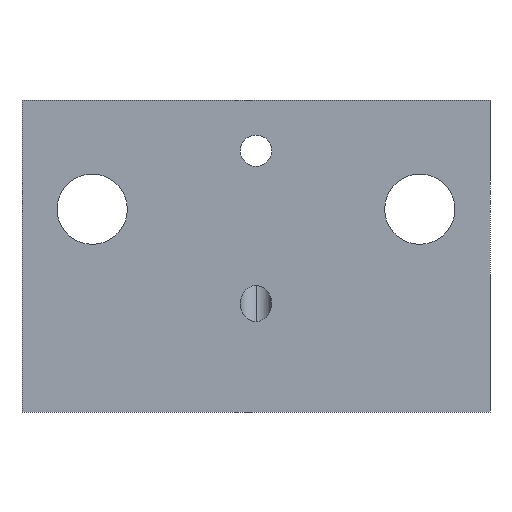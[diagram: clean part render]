
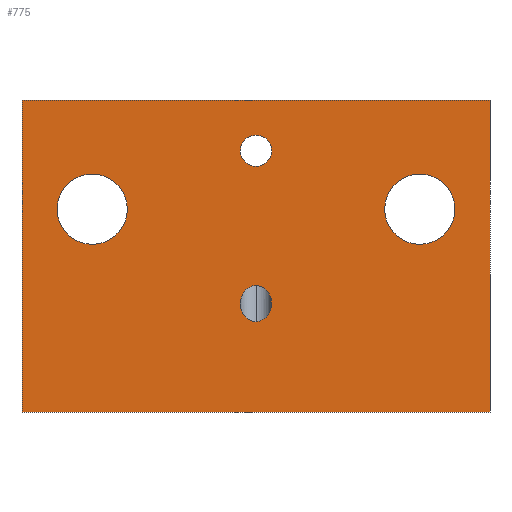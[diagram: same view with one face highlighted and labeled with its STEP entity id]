
A CAD part, front view. The second image highlights one B-rep face of the part: STEP entity #775.
In plain terms, the highlighted planar face has unit normal (0, -1, 0).
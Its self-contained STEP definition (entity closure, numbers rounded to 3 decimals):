
#21 = DIRECTION ( 'NONE',  ( 0., 1., 0. ) ) ;
#33 = AXIS2_PLACEMENT_3D ( 'NONE', #1209, #507, #1107 ) ;
#44 = PLANE ( 'NONE',  #271 ) ;
#45 = LINE ( 'NONE', #1273, #803 ) ;
#54 = ORIENTED_EDGE ( 'NONE', *, *, #766, .T. ) ;
#69 = VERTEX_POINT ( 'NONE', #1171 ) ;
#80 = CARTESIAN_POINT ( 'NONE',  ( 17., 0., 8.107 ) ) ;
#83 = CARTESIAN_POINT ( 'NONE',  ( 25.5, 0., 13. ) ) ;
#88 = AXIS2_PLACEMENT_3D ( 'NONE', #789, #653, #357 ) ;
#96 = EDGE_CURVE ( 'NONE', #272, #581, #709, .T. ) ;
#103 = CARTESIAN_POINT ( 'NONE',  ( 15., 0., 8.107 ) ) ;
#106 = EDGE_CURVE ( 'NONE', #601, #69, #547, .T. ) ;
#134 = ORIENTED_EDGE ( 'NONE', *, *, #369, .T. ) ;
#147 = CIRCLE ( 'NONE', #88, 2.25 ) ;
#154 = LINE ( 'NONE', #544, #949 ) ;
#178 = DIRECTION ( 'NONE',  ( 0., 0., 1. ) ) ;
#181 = VECTOR ( 'NONE', #797, 1000. ) ;
#184 = VERTEX_POINT ( 'NONE', #640 ) ;
#194 = ORIENTED_EDGE ( 'NONE', *, *, #729, .T. ) ;
#195 = CARTESIAN_POINT ( 'NONE',  ( 13., 0., 8.107 ) ) ;
#202 = FACE_BOUND ( 'NONE', #381, .T. ) ;
#207 = DIRECTION ( 'NONE',  ( 1., 0., 0. ) ) ;
#212 = VERTEX_POINT ( 'NONE', #1236 ) ;
#261 = DIRECTION ( 'NONE',  ( 0., 1., 0. ) ) ;
#262 = FACE_BOUND ( 'NONE', #964, .T. ) ;
#270 = DIRECTION ( 'NONE',  ( 0., 1., 0. ) ) ;
#271 = AXIS2_PLACEMENT_3D ( 'NONE', #1240, #261, #428 ) ;
#272 = VERTEX_POINT ( 'NONE', #718 ) ;
#319 = CARTESIAN_POINT ( 'NONE',  ( 25.5, 0., 10.75 ) ) ;
#333 = VERTEX_POINT ( 'NONE', #811 ) ;
#344 = EDGE_CURVE ( 'NONE', #1047, #184, #632, .T. ) ;
#357 = DIRECTION ( 'NONE',  ( 0., 0., 1. ) ) ;
#363 = LINE ( 'NONE', #552, #677 ) ;
#369 = EDGE_CURVE ( 'NONE', #184, #1047, #407, .T. ) ;
#370 = EDGE_LOOP ( 'NONE', ( #1108, #194 ) ) ;
#373 =( BOUNDED_CURVE ( )  B_SPLINE_CURVE ( 3, ( #489, #571, #195, #103 ),
 .UNSPECIFIED., .F., .F. ) 
 B_SPLINE_CURVE_WITH_KNOTS ( ( 4, 4 ),
 ( 3.142, 6.283 ),
 .UNSPECIFIED. ) 
 CURVE ( )  GEOMETRIC_REPRESENTATION_ITEM ( )  RATIONAL_B_SPLINE_CURVE ( ( 1., 0.333, 0.333, 1. ) ) 
 REPRESENTATION_ITEM ( '' )  );
#374 = ORIENTED_EDGE ( 'NONE', *, *, #1033, .T. ) ;
#381 = EDGE_LOOP ( 'NONE', ( #621, #54 ) ) ;
#397 = ORIENTED_EDGE ( 'NONE', *, *, #504, .T. ) ;
#407 = CIRCLE ( 'NONE', #1076, 1. ) ;
#413 = VERTEX_POINT ( 'NONE', #1206 ) ;
#414 = EDGE_CURVE ( 'NONE', #413, #212, #994, .T. ) ;
#428 = DIRECTION ( 'NONE',  ( 0., 0., 1. ) ) ;
#442 = ORIENTED_EDGE ( 'NONE', *, *, #567, .F. ) ;
#451 = EDGE_CURVE ( 'NONE', #413, #991, #363, .T. ) ;
#455 = ORIENTED_EDGE ( 'NONE', *, *, #414, .T. ) ;
#476 = DIRECTION ( 'NONE',  ( 1., 0., 0. ) ) ;
#489 = CARTESIAN_POINT ( 'NONE',  ( 15., 0., 5.797 ) ) ;
#503 = FACE_BOUND ( 'NONE', #1256, .T. ) ;
#504 = EDGE_CURVE ( 'NONE', #212, #333, #45, .T. ) ;
#507 = DIRECTION ( 'NONE',  ( 0., 1., 0. ) ) ;
#513 = ORIENTED_EDGE ( 'NONE', *, *, #96, .T. ) ;
#538 = CIRCLE ( 'NONE', #1018, 2.25 ) ;
#544 = CARTESIAN_POINT ( 'NONE',  ( 30., 0., 20. ) ) ;
#547 =( BOUNDED_CURVE ( )  B_SPLINE_CURVE ( 3, ( #758, #80, #659, #1261 ),
 .UNSPECIFIED., .F., .F. ) 
 B_SPLINE_CURVE_WITH_KNOTS ( ( 4, 4 ),
 ( 0., 3.142 ),
 .UNSPECIFIED. ) 
 CURVE ( )  GEOMETRIC_REPRESENTATION_ITEM ( )  RATIONAL_B_SPLINE_CURVE ( ( 1., 0.333, 0.333, 1. ) ) 
 REPRESENTATION_ITEM ( '' )  );
#552 = CARTESIAN_POINT ( 'NONE',  ( 0., 0., 20. ) ) ;
#567 = EDGE_CURVE ( 'NONE', #991, #333, #154, .T. ) ;
#571 = CARTESIAN_POINT ( 'NONE',  ( 13., 0., 5.797 ) ) ;
#574 = DIRECTION ( 'NONE',  ( 0., 0., 1. ) ) ;
#581 = VERTEX_POINT ( 'NONE', #319 ) ;
#601 = VERTEX_POINT ( 'NONE', #847 ) ;
#606 = DIRECTION ( 'NONE',  ( 0., 0., 1. ) ) ;
#621 = ORIENTED_EDGE ( 'NONE', *, *, #106, .T. ) ;
#632 = CIRCLE ( 'NONE', #33, 1. ) ;
#640 = CARTESIAN_POINT ( 'NONE',  ( 15., 0., 17.75 ) ) ;
#653 = DIRECTION ( 'NONE',  ( 0., 1., 0. ) ) ;
#659 = CARTESIAN_POINT ( 'NONE',  ( 17., 0., 5.797 ) ) ;
#677 = VECTOR ( 'NONE', #476, 1000. ) ;
#702 = CARTESIAN_POINT ( 'NONE',  ( 15., 0., 16.75 ) ) ;
#709 = CIRCLE ( 'NONE', #1094, 2.25 ) ;
#718 = CARTESIAN_POINT ( 'NONE',  ( 25.5, 0., 15.25 ) ) ;
#725 = FACE_OUTER_BOUND ( 'NONE', #915, .T. ) ;
#729 = EDGE_CURVE ( 'NONE', #1239, #876, #147, .T. ) ;
#733 = DIRECTION ( 'NONE',  ( 0., 0., -1. ) ) ;
#758 = CARTESIAN_POINT ( 'NONE',  ( 15., 0., 8.107 ) ) ;
#766 = EDGE_CURVE ( 'NONE', #69, #601, #373, .T. ) ;
#775 = ADVANCED_FACE ( 'NONE', ( #202, #503, #1268, #262, #725 ), #44, .F. ) ;
#785 = CARTESIAN_POINT ( 'NONE',  ( 4.5, 0., 15.25 ) ) ;
#789 = CARTESIAN_POINT ( 'NONE',  ( 4.5, 0., 13. ) ) ;
#796 = ORIENTED_EDGE ( 'NONE', *, *, #451, .F. ) ;
#797 = DIRECTION ( 'NONE',  ( 0., 0., -1. ) ) ;
#803 = VECTOR ( 'NONE', #207, 1000. ) ;
#811 = CARTESIAN_POINT ( 'NONE',  ( 30., 0., 0. ) ) ;
#847 = CARTESIAN_POINT ( 'NONE',  ( 15., 0., 8.107 ) ) ;
#876 = VERTEX_POINT ( 'NONE', #785 ) ;
#886 = CARTESIAN_POINT ( 'NONE',  ( 30., 0., 20. ) ) ;
#895 = CARTESIAN_POINT ( 'NONE',  ( 0., 0., 20. ) ) ;
#908 = DIRECTION ( 'NONE',  ( 0., 0., 1. ) ) ;
#914 = ORIENTED_EDGE ( 'NONE', *, *, #344, .T. ) ;
#915 = EDGE_LOOP ( 'NONE', ( #397, #442, #796, #455 ) ) ;
#932 = CIRCLE ( 'NONE', #1043, 2.25 ) ;
#949 = VECTOR ( 'NONE', #733, 1000. ) ;
#962 = CARTESIAN_POINT ( 'NONE',  ( 25.5, 0., 13. ) ) ;
#964 = EDGE_LOOP ( 'NONE', ( #513, #374 ) ) ;
#991 = VERTEX_POINT ( 'NONE', #886 ) ;
#994 = LINE ( 'NONE', #895, #181 ) ;
#1007 = CARTESIAN_POINT ( 'NONE',  ( 15., 0., 15.75 ) ) ;
#1018 = AXIS2_PLACEMENT_3D ( 'NONE', #1134, #1232, #908 ) ;
#1033 = EDGE_CURVE ( 'NONE', #581, #272, #932, .T. ) ;
#1043 = AXIS2_PLACEMENT_3D ( 'NONE', #83, #1060, #574 ) ;
#1047 = VERTEX_POINT ( 'NONE', #1007 ) ;
#1059 = CARTESIAN_POINT ( 'NONE',  ( 4.5, 0., 10.75 ) ) ;
#1060 = DIRECTION ( 'NONE',  ( 0., 1., 0. ) ) ;
#1076 = AXIS2_PLACEMENT_3D ( 'NONE', #702, #21, #606 ) ;
#1094 = AXIS2_PLACEMENT_3D ( 'NONE', #962, #270, #178 ) ;
#1107 = DIRECTION ( 'NONE',  ( 0., 0., 1. ) ) ;
#1108 = ORIENTED_EDGE ( 'NONE', *, *, #1194, .T. ) ;
#1134 = CARTESIAN_POINT ( 'NONE',  ( 4.5, 0., 13. ) ) ;
#1171 = CARTESIAN_POINT ( 'NONE',  ( 15., 0., 5.797 ) ) ;
#1194 = EDGE_CURVE ( 'NONE', #876, #1239, #538, .T. ) ;
#1206 = CARTESIAN_POINT ( 'NONE',  ( 0., 0., 20. ) ) ;
#1209 = CARTESIAN_POINT ( 'NONE',  ( 15., 0., 16.75 ) ) ;
#1232 = DIRECTION ( 'NONE',  ( 0., 1., 0. ) ) ;
#1236 = CARTESIAN_POINT ( 'NONE',  ( 0., 0., 0. ) ) ;
#1239 = VERTEX_POINT ( 'NONE', #1059 ) ;
#1240 = CARTESIAN_POINT ( 'NONE',  ( 0., 0., 20. ) ) ;
#1256 = EDGE_LOOP ( 'NONE', ( #134, #914 ) ) ;
#1261 = CARTESIAN_POINT ( 'NONE',  ( 15., 0., 5.797 ) ) ;
#1268 = FACE_BOUND ( 'NONE', #370, .T. ) ;
#1273 = CARTESIAN_POINT ( 'NONE',  ( 0., 0., 0. ) ) ;
